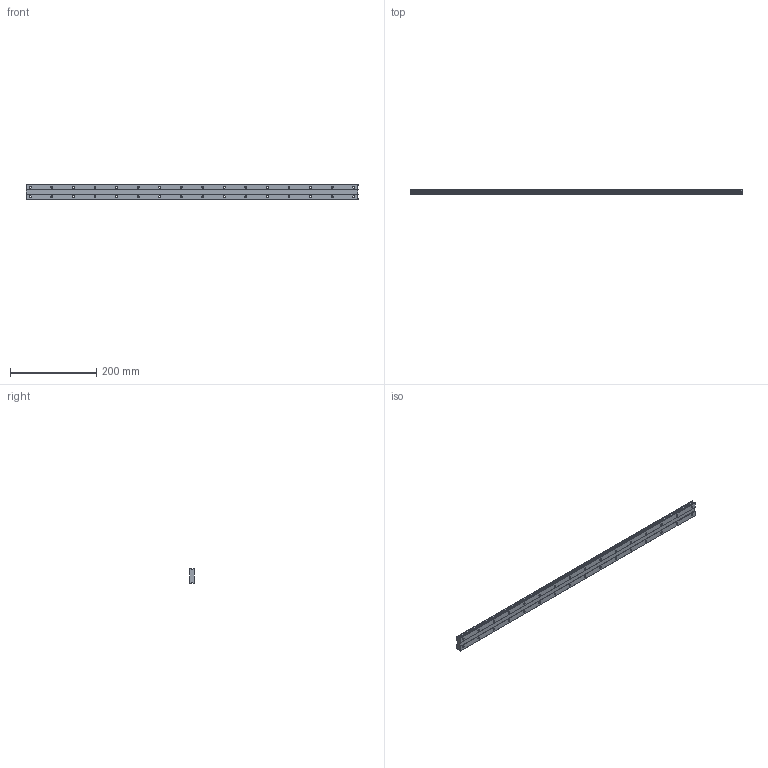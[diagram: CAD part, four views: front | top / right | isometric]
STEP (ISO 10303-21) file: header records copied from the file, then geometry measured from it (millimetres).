
FILE_DESCRIPTION (( 'STEP AP214' ), '1' );
FILE_NAME ('HRW21CA1UU-770L_G10_0_B-M6F_355-6_0_0_0_1.STEP', '2021-07-02T10:49:34', ( '' ), ( '' ), 'SwSTEP 2.0', 'SolidWorks 2021', '' );
FILE_SCHEMA (( 'AUTOMOTIVE_DESIGN' ));
Length unit declared in the file: millimetre
Products named in the file (2): HRW21CA1UU-770L_G10_0_B-M6F_355-6_0_0_0_1; _HRW21CA77010 Track
Assembly tree (1 placements, depth 2):
  HRW21CA1UU-770L_G10_0_B-M6F_355-6_0_0_0_1
    _HRW21CA77010 Track
Bounding box: 770 x 11 x 37 mm (x, y, z)
Volume: 277676.3 mm3; surface area: 82866.6 mm2
Topology: 1 solids, 1 shells, 194 faces, 480 edges, 320 vertices
Faces by surface type: cylinder 132, plane 62
Entity records: 6082 total; most frequent: DIRECTION 1140, CARTESIAN_POINT 998, ORIENTED_EDGE 960, EDGE_CURVE 480, AXIS2_PLACEMENT_3D 462, VERTEX_POINT 320, EDGE_LOOP 290, CIRCLE 264
